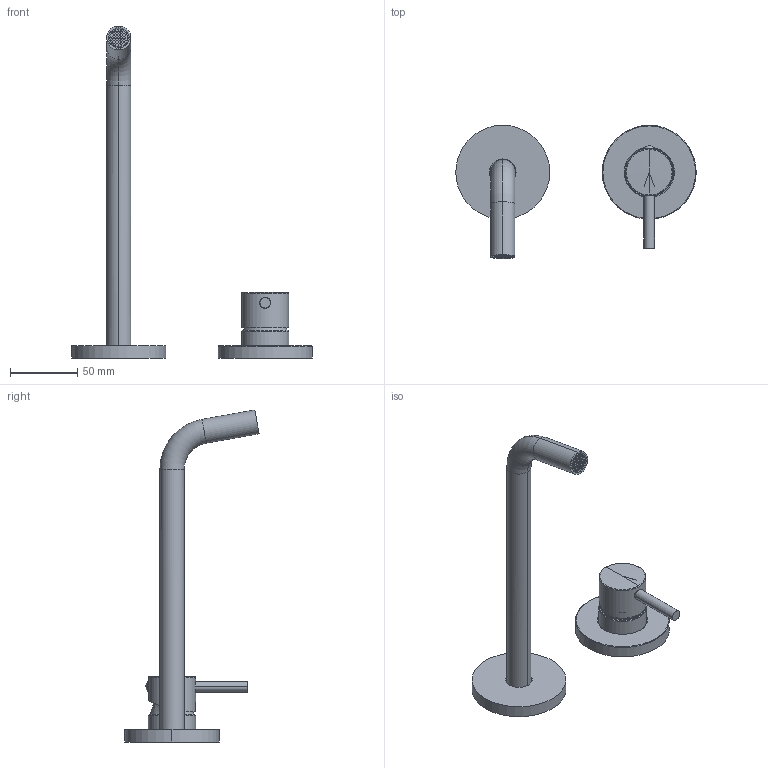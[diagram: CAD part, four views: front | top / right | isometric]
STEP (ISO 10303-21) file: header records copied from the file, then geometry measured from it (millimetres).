
FILE_DESCRIPTION((''),'2;1');
FILE_NAME('LIG106CR70','2021-11-04T12:57:37',('ut3'),('PAFFONI SpA'),'CREO PARAMETRIC BY PTC INC, 2020044','CREO PARAMETRIC BY PTC INC, 2020044','');
FILE_SCHEMA(('CONFIG_CONTROL_DESIGN','SHAPE_APPEARANCE_LAYERS_GROUPS'));
Products named in the file (1): LIG106CR70
Bounding box: 179 x 99.78 x 247.08 mm (x, y, z)
Volume: 102294.9 mm3; surface area: 75680.9 mm2
Topology: 4 solids, 4 shells, 977 faces, 2608 edges, 1572 vertices
Faces by surface type: cylinder 501, plane 240, torus 75, sphere 70, cone 63, bspline 28
Entity records: 49116 total; most frequent: CARTESIAN_POINT 15334, DIRECTION 5146, ORIENTED_EDGE 5078, EDGE_CURVE 2539, AXIS2_PLACEMENT_3D 2099, VERTEX_POINT 1572, FILL_AREA_STYLE_COLOUR 1482, FILL_AREA_STYLE 1482
